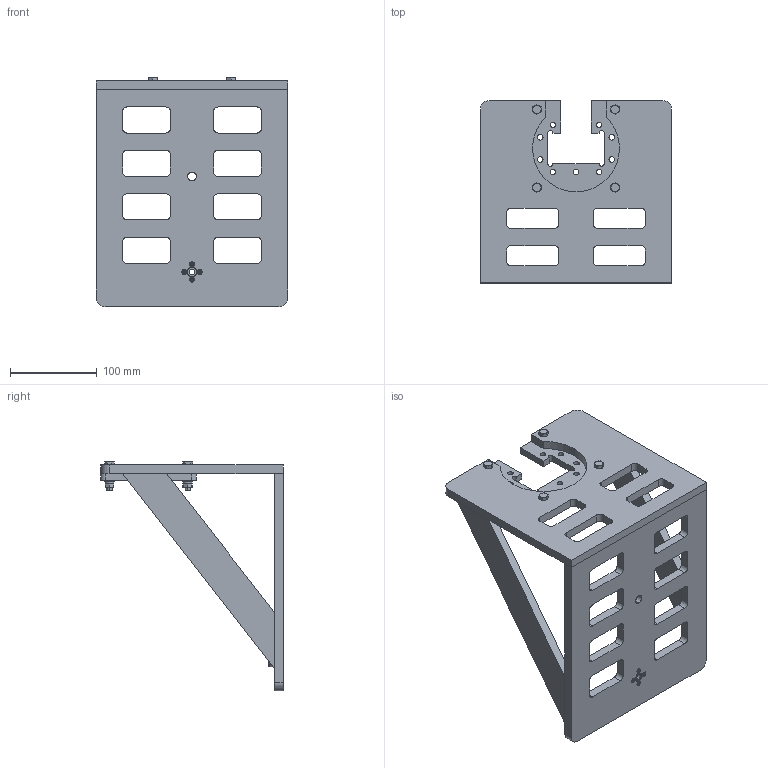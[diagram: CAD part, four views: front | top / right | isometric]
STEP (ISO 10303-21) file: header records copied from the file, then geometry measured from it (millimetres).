
FILE_DESCRIPTION (( 'STEP AP214' ), '1' );
FILE_NAME ('FMWAN229-LMT_3D.step', '2023-11-01T18:11:19', ( '' ), ( '' ), 'SwSTEP 2.0', 'SolidWorks 2022', '' );
FILE_SCHEMA (( 'AUTOMOTIVE_DESIGN' ));
Length unit declared in the file: inch
Products named in the file (9): Copy of hex nuts, style 1-grades ab gb_GB_FASTENER_NUT_SNAB1 M6-N^FMWAN229-LMT; Copy of HD-ZJL32D ÂÝÄ¸^FMWAN229-LMT; Copy of hexagon head bolts-full thread gb_GB_FASTENER_BOLT_STBAB A M6X30-N^FMWAN229-LMT; Copy of HD-ZJL40X Á¬½Ó°å^FMWAN229-LMT; Copy of spring lock washers--normal type gb_GB_FASTENER_WASHER_SW 6^FMWAN229-LMT; Copy of cross recessed countersunk head screws gb1_GB_CROSS_SCREWS_TYPE4 M2.5X16-14.5  H type-N^FMWAN229-LMT; Copy of plain washers-n series-grade a gb_GB_FASTENER_WASHER_PWNA 6^FMWAN229-LMT; Copy of HD-ZJL40D^FMWAN229-LMT; FMWAN229-LMT_3D
Assembly tree (23 placements, depth 2):
  FMWAN229-LMT_3D
    Copy of HD-ZJL40D^FMWAN229-LMT
    Copy of HD-ZJL32D ÂÝÄ¸^FMWAN229-LMT
    Copy of HD-ZJL40X Á¬½Ó°å^FMWAN229-LMT
    Copy of cross recessed countersunk head screws gb1_GB_CROSS_SCREWS_TYPE4 M2.5X16-14.5  H type-N^FMWAN229-LMT  x4
    Copy of hexagon head bolts-full thread gb_GB_FASTENER_BOLT_STBAB A M6X30-N^FMWAN229-LMT  x4
    Copy of plain washers-n series-grade a gb_GB_FASTENER_WASHER_PWNA 6^FMWAN229-LMT  x4
    Copy of spring lock washers--normal type gb_GB_FASTENER_WASHER_SW 6^FMWAN229-LMT  x4
    Copy of hex nuts, style 1-grades ab gb_GB_FASTENER_NUT_SNAB1 M6-N^FMWAN229-LMT  x4
Bounding box: 220 x 210 x 264.15 mm (x, y, z)
Volume: 1007772.2 mm3; surface area: 272313.3 mm2
Topology: 26 solids, 26 shells, 572 faces, 1443 edges, 932 vertices
Faces by surface type: plane 268, cylinder 212, cone 92
Entity records: 10700 total; most frequent: CARTESIAN_POINT 1905, DIRECTION 1811, ORIENTED_EDGE 1674, EDGE_CURVE 837, AXIS2_PLACEMENT_3D 670, VERTEX_POINT 548, LINE 471, VECTOR 471
